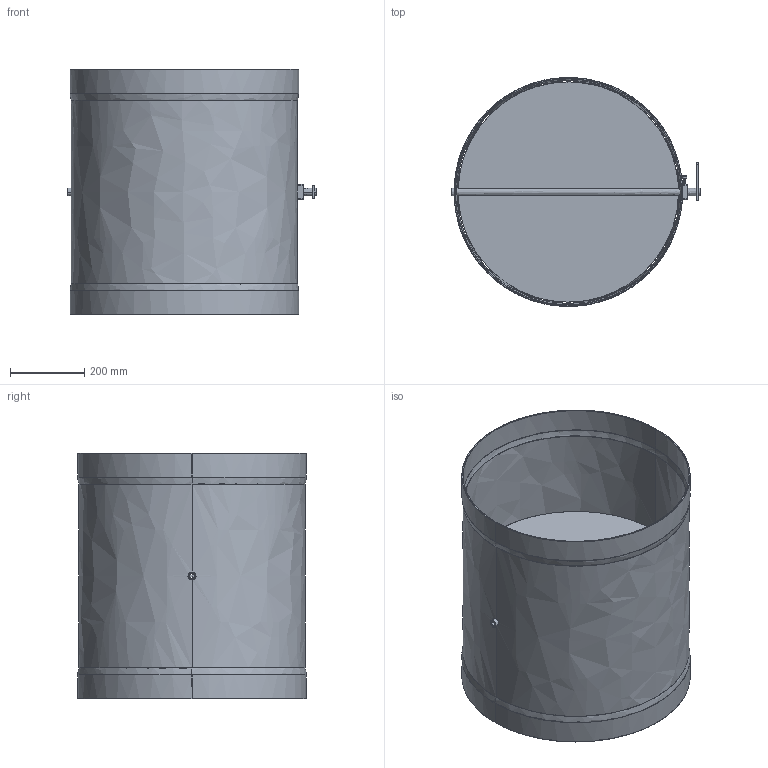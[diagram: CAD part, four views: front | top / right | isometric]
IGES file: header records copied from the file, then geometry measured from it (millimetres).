
Start section: SolidWorks IGES file using NURBS representation for surfaces
Global section: file name: PVCBD24.IGS; native system: SolidWorks 2022; preprocessor: SolidWorks 2022; author: Cullen; date: 230224.131125; units: inch
Bounding box: 673.1 x 615.95 x 660.4 mm (x, y, z)
Surface area: 3186444.3 mm2 (no closed solid volume)
Topology: 0 solids, 0 shells, 271 faces, 5069 edges, 5834 vertices
Faces by surface type: bspline 271
